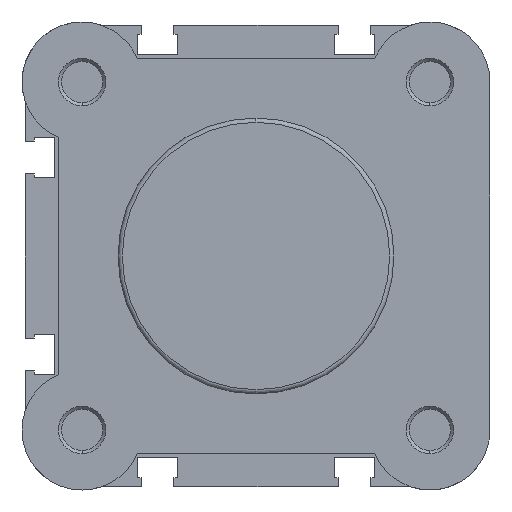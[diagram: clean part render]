
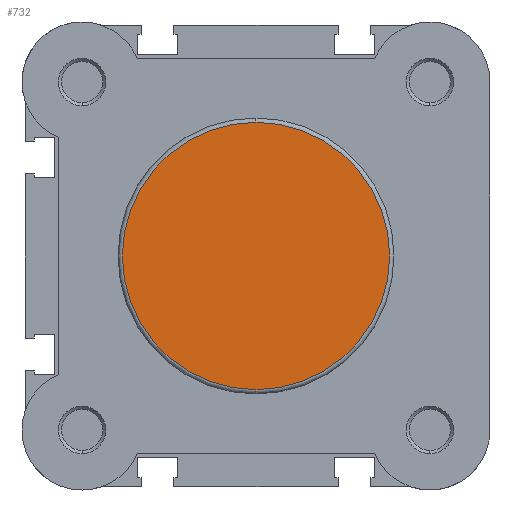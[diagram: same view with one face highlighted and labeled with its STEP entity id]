
A CAD part, left-side view. The second image highlights one B-rep face of the part: STEP entity #732.
In plain terms, the highlighted planar face has unit normal (-1, 0, 0).
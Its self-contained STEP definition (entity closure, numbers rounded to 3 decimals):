
#164 = CARTESIAN_POINT ( 'NONE',  ( 0., 0., -21.7 ) ) ;
#366 = CARTESIAN_POINT ( 'NONE',  ( 0., 0., 21.7 ) ) ;
#390 = VERTEX_POINT ( 'NONE', #366 ) ;
#620 = VERTEX_POINT ( 'NONE', #164 ) ;
#732 = ADVANCED_FACE ( 'NONE', ( #1112 ), #6540, .F. ) ;
#1112 = FACE_OUTER_BOUND ( 'NONE', #2345, .T. ) ;
#1566 = EDGE_CURVE ( 'NONE', #390, #620, #5302, .T. ) ;
#1587 = EDGE_CURVE ( 'NONE', #620, #390, #5329, .T. ) ;
#1843 = AXIS2_PLACEMENT_3D ( 'NONE', #6605, #6404, #6501 ) ;
#2070 = AXIS2_PLACEMENT_3D ( 'NONE', #4407, #4408, #4409 ) ;
#2083 = AXIS2_PLACEMENT_3D ( 'NONE', #4451, #4464, #4465 ) ;
#2345 = EDGE_LOOP ( 'NONE', ( #2962, #2961 ) ) ;
#2961 = ORIENTED_EDGE ( 'NONE', *, *, #1566, .T. ) ;
#2962 = ORIENTED_EDGE ( 'NONE', *, *, #1587, .T. ) ;
#4407 = CARTESIAN_POINT ( 'NONE',  ( 0., 0., 0. ) ) ;
#4408 = DIRECTION ( 'NONE',  ( -1., 0., 0. ) ) ;
#4409 = DIRECTION ( 'NONE',  ( 0., 0., -1. ) ) ;
#4451 = CARTESIAN_POINT ( 'NONE',  ( 0., 0., 0. ) ) ;
#4464 = DIRECTION ( 'NONE',  ( -1., 0., 0. ) ) ;
#4465 = DIRECTION ( 'NONE',  ( 0., 0., -1. ) ) ;
#5302 = CIRCLE ( 'NONE', #2070, 21.7 ) ;
#5329 = CIRCLE ( 'NONE', #2083, 21.7 ) ;
#6404 = DIRECTION ( 'NONE',  ( 1., 0., 0. ) ) ;
#6501 = DIRECTION ( 'NONE',  ( 0., 0., -1. ) ) ;
#6540 = PLANE ( 'NONE',  #1843 ) ;
#6605 = CARTESIAN_POINT ( 'NONE',  ( 0., 22.4, 0. ) ) ;
